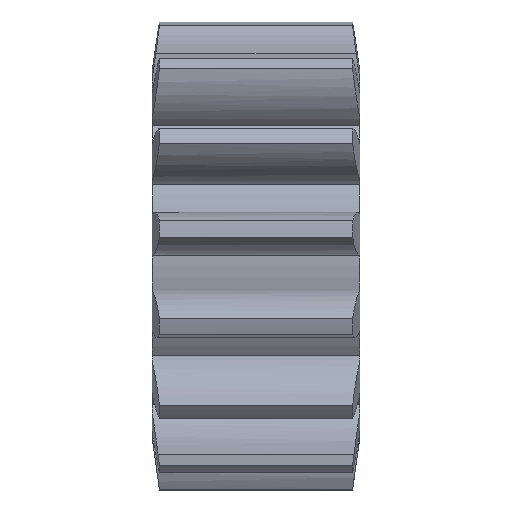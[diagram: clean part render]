
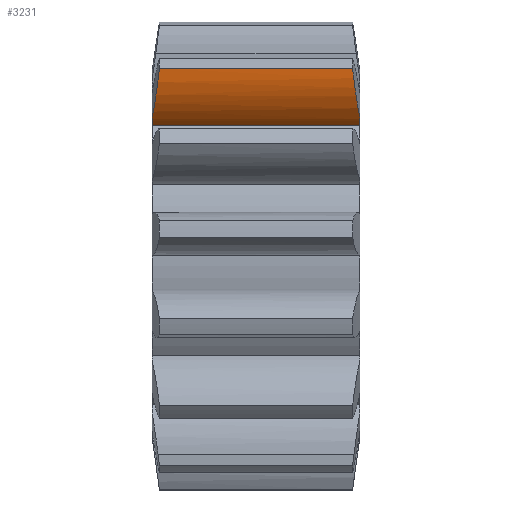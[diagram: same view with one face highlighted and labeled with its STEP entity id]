
A CAD part, top view. The second image highlights one B-rep face of the part: STEP entity #3231.
In plain terms, the highlighted cylindrical face has radius 3.81 mm (diameter 7.62 mm), a partial arc.
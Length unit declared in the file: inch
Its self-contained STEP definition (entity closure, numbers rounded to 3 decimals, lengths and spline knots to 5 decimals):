
#64 = CARTESIAN_POINT ( 'NONE',  ( 0.01137, 0.3174, 0.26108 ) ) ;
#85 = EDGE_LOOP ( 'NONE', ( #3265, #207, #1280, #616, #2809, #3676 ) ) ;
#132 = DIRECTION ( 'NONE',  ( 0., 0.743, -0.669 ) ) ;
#207 = ORIENTED_EDGE ( 'NONE', *, *, #2201, .T. ) ;
#289 = EDGE_CURVE ( 'NONE', #3017, #4046, #1510, .T. ) ;
#484 = DIRECTION ( 'NONE',  ( -1., 0., 0. ) ) ;
#593 = CARTESIAN_POINT ( 'NONE',  ( 0., 0.23152, 0.21064 ) ) ;
#616 = ORIENTED_EDGE ( 'NONE', *, *, #2502, .F. ) ;
#783 = VECTOR ( 'NONE', #484, 39.37008 ) ;
#843 = CARTESIAN_POINT ( 'NONE',  ( 0.37029, 0.26988, 0.24356 ) ) ;
#889 = LINE ( 'NONE', #3370, #783 ) ;
#955 = DIRECTION ( 'NONE',  ( 0., 0., 1. ) ) ;
#1062 = EDGE_CURVE ( 'NONE', #1274, #1425, #3417, .T. ) ;
#1080 = CARTESIAN_POINT ( 'NONE',  ( 0.1875, 0.3344, 0.2623 ) ) ;
#1274 = VERTEX_POINT ( 'NONE', #593 ) ;
#1280 = ORIENTED_EDGE ( 'NONE', *, *, #1062, .F. ) ;
#1386 = CARTESIAN_POINT ( 'NONE',  ( 0.00926, 0.3011, 0.25708 ) ) ;
#1415 = CYLINDRICAL_SURFACE ( 'NONE', #1725, 0.15 ) ;
#1425 = VERTEX_POINT ( 'NONE', #3856 ) ;
#1480 = CARTESIAN_POINT ( 'NONE',  ( 0.36363, 0.3174, 0.26108 ) ) ;
#1500 = CARTESIAN_POINT ( 'NONE',  ( 0.375, 0.23152, 0.21064 ) ) ;
#1510 = CIRCLE ( 'NONE', #3337, 0.15 ) ;
#1557 = FACE_OUTER_BOUND ( 'NONE', #85, .T. ) ;
#1599 = CARTESIAN_POINT ( 'NONE',  ( 0.375, 0.34512, 0.11269 ) ) ;
#1660 = CARTESIAN_POINT ( 'NONE',  ( 0., 0.34512, 0.11269 ) ) ;
#1722 = CARTESIAN_POINT ( 'NONE',  ( 0.00239, 0.25584, 0.23441 ) ) ;
#1725 = AXIS2_PLACEMENT_3D ( 'NONE', #1599, #3490, #955 ) ;
#2012 = DIRECTION ( 'NONE',  ( 0., 0.743, -0.669 ) ) ;
#2073 = DIRECTION ( 'NONE',  ( -1., 0., 0. ) ) ;
#2124 = DIRECTION ( 'NONE',  ( -1., 0., 0. ) ) ;
#2164 = B_SPLINE_CURVE_WITH_KNOTS ( 'NONE', 3,
 ( #3873, #64, #1386, #3596, #1722, #3886 ),
 .UNSPECIFIED., .F., .F.,
 ( 4, 2, 4 ),
 ( 0., 0.00129, 0.00258 ),
 .UNSPECIFIED. ) ;
#2201 = EDGE_CURVE ( 'NONE', #3364, #1425, #2164, .T. ) ;
#2250 = EDGE_CURVE ( 'NONE', #3189, #3364, #2862, .T. ) ;
#2435 = CARTESIAN_POINT ( 'NONE',  ( 0.375, 0.24336, 0.22288 ) ) ;
#2464 = CARTESIAN_POINT ( 'NONE',  ( 0.37261, 0.25584, 0.23441 ) ) ;
#2502 = EDGE_CURVE ( 'NONE', #3017, #1274, #889, .T. ) ;
#2516 = EDGE_CURVE ( 'NONE', #4046, #3189, #3034, .T. ) ;
#2738 = VECTOR ( 'NONE', #2073, 39.37008 ) ;
#2809 = ORIENTED_EDGE ( 'NONE', *, *, #289, .T. ) ;
#2862 = LINE ( 'NONE', #1080, #2738 ) ;
#3017 = VERTEX_POINT ( 'NONE', #1500 ) ;
#3034 = B_SPLINE_CURVE_WITH_KNOTS ( 'NONE', 3,
 ( #3059, #2464, #843, #3385, #1480, #3693 ),
 .UNSPECIFIED., .F., .F.,
 ( 4, 2, 4 ),
 ( 0., 0.00129, 0.00258 ),
 .UNSPECIFIED. ) ;
#3059 = CARTESIAN_POINT ( 'NONE',  ( 0.375, 0.24336, 0.22288 ) ) ;
#3138 = CARTESIAN_POINT ( 'NONE',  ( 0.36165, 0.3344, 0.2623 ) ) ;
#3165 = CARTESIAN_POINT ( 'NONE',  ( 0.01335, 0.3344, 0.2623 ) ) ;
#3189 = VERTEX_POINT ( 'NONE', #3138 ) ;
#3231 = ADVANCED_FACE ( 'NONE', ( #1557 ), #1415, .T. ) ;
#3265 = ORIENTED_EDGE ( 'NONE', *, *, #2250, .T. ) ;
#3337 = AXIS2_PLACEMENT_3D ( 'NONE', #3924, #2124, #132 ) ;
#3364 = VERTEX_POINT ( 'NONE', #3165 ) ;
#3370 = CARTESIAN_POINT ( 'NONE',  ( 0.375, 0.23152, 0.21064 ) ) ;
#3385 = CARTESIAN_POINT ( 'NONE',  ( 0.36574, 0.30107, 0.25708 ) ) ;
#3417 = CIRCLE ( 'NONE', #3575, 0.15 ) ;
#3490 = DIRECTION ( 'NONE',  ( -1., 0., 0. ) ) ;
#3575 = AXIS2_PLACEMENT_3D ( 'NONE', #1660, #3842, #2012 ) ;
#3596 = CARTESIAN_POINT ( 'NONE',  ( 0.00471, 0.2699, 0.24357 ) ) ;
#3676 = ORIENTED_EDGE ( 'NONE', *, *, #2516, .T. ) ;
#3693 = CARTESIAN_POINT ( 'NONE',  ( 0.36165, 0.3344, 0.2623 ) ) ;
#3842 = DIRECTION ( 'NONE',  ( -1., 0., 0. ) ) ;
#3856 = CARTESIAN_POINT ( 'NONE',  ( 0., 0.24336, 0.22288 ) ) ;
#3873 = CARTESIAN_POINT ( 'NONE',  ( 0.01335, 0.3344, 0.2623 ) ) ;
#3886 = CARTESIAN_POINT ( 'NONE',  ( 0., 0.24336, 0.22288 ) ) ;
#3924 = CARTESIAN_POINT ( 'NONE',  ( 0.375, 0.34512, 0.11269 ) ) ;
#4046 = VERTEX_POINT ( 'NONE', #2435 ) ;
